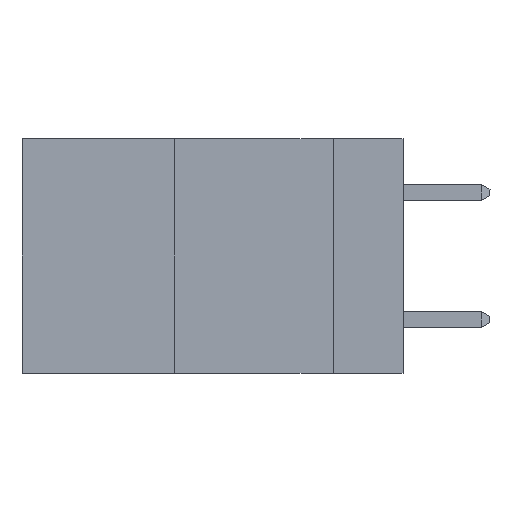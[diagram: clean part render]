
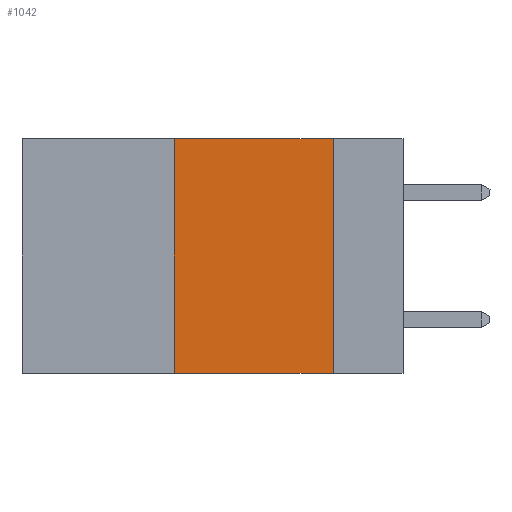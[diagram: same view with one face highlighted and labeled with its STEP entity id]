
A CAD part, left-side view. The second image highlights one B-rep face of the part: STEP entity #1042.
In plain terms, the highlighted planar face has unit normal (-1, 0, 0).
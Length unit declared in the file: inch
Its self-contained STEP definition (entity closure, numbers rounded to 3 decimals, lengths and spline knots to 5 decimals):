
#312 = VECTOR ( 'NONE', #991, 39.37008 ) ;
#406 = EDGE_CURVE ( 'NONE', #637, #3203, #8677, .T. ) ;
#584 = VECTOR ( 'NONE', #3015, 39.37008 ) ;
#637 = VERTEX_POINT ( 'NONE', #6830 ) ;
#857 = VERTEX_POINT ( 'NONE', #5014 ) ;
#991 = DIRECTION ( 'NONE',  ( 0., 0., 1. ) ) ;
#1042 = ADVANCED_FACE ( 'NONE', ( #4049 ), #2480, .F. ) ;
#1099 = VECTOR ( 'NONE', #6427, 39.37008 ) ;
#1370 = CARTESIAN_POINT ( 'NONE',  ( 0., 0.6, -0.37 ) ) ;
#1671 = VECTOR ( 'NONE', #7919, 39.37008 ) ;
#1710 = ORIENTED_EDGE ( 'NONE', *, *, #6186, .T. ) ;
#2039 = EDGE_LOOP ( 'NONE', ( #7573, #5502, #4600, #1710 ) ) ;
#2243 = CARTESIAN_POINT ( 'NONE',  ( 0., 0.6, 0. ) ) ;
#2480 = PLANE ( 'NONE',  #7889 ) ;
#3015 = DIRECTION ( 'NONE',  ( 0., 0., -1. ) ) ;
#3203 = VERTEX_POINT ( 'NONE', #8609 ) ;
#3640 = LINE ( 'NONE', #1370, #1671 ) ;
#4049 = FACE_OUTER_BOUND ( 'NONE', #2039, .T. ) ;
#4483 = LINE ( 'NONE', #4501, #312 ) ;
#4501 = CARTESIAN_POINT ( 'NONE',  ( 0., 0.36, 0. ) ) ;
#4600 = ORIENTED_EDGE ( 'NONE', *, *, #4856, .F. ) ;
#4681 = LINE ( 'NONE', #8054, #584 ) ;
#4856 = EDGE_CURVE ( 'NONE', #8261, #637, #4483, .T. ) ;
#5014 = CARTESIAN_POINT ( 'NONE',  ( 0., 0.11, -0.37 ) ) ;
#5451 = DIRECTION ( 'NONE',  ( 0., 0., -1. ) ) ;
#5502 = ORIENTED_EDGE ( 'NONE', *, *, #406, .F. ) ;
#6186 = EDGE_CURVE ( 'NONE', #8261, #857, #3640, .T. ) ;
#6232 = CARTESIAN_POINT ( 'NONE',  ( 0., 0.6, 0. ) ) ;
#6317 = EDGE_CURVE ( 'NONE', #3203, #857, #4681, .T. ) ;
#6427 = DIRECTION ( 'NONE',  ( 0., -1., 0. ) ) ;
#6830 = CARTESIAN_POINT ( 'NONE',  ( 0., 0.36, 0. ) ) ;
#6915 = DIRECTION ( 'NONE',  ( 1., 0., 0. ) ) ;
#7573 = ORIENTED_EDGE ( 'NONE', *, *, #6317, .F. ) ;
#7656 = CARTESIAN_POINT ( 'NONE',  ( 0., 0.36, -0.37 ) ) ;
#7889 = AXIS2_PLACEMENT_3D ( 'NONE', #2243, #6915, #5451 ) ;
#7919 = DIRECTION ( 'NONE',  ( 0., -1., 0. ) ) ;
#8054 = CARTESIAN_POINT ( 'NONE',  ( 0., 0.11, 0. ) ) ;
#8261 = VERTEX_POINT ( 'NONE', #7656 ) ;
#8609 = CARTESIAN_POINT ( 'NONE',  ( 0., 0.11, 0. ) ) ;
#8677 = LINE ( 'NONE', #6232, #1099 ) ;
